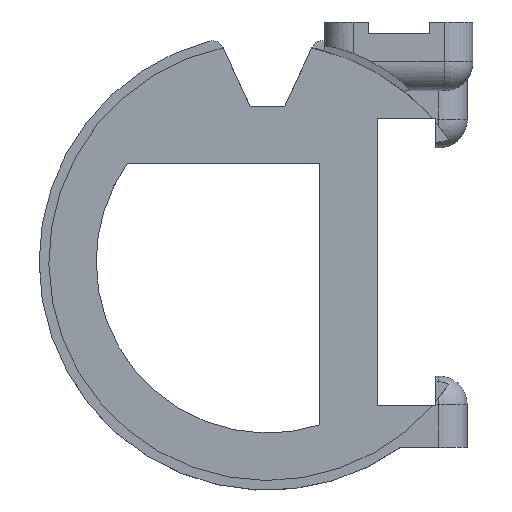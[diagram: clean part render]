
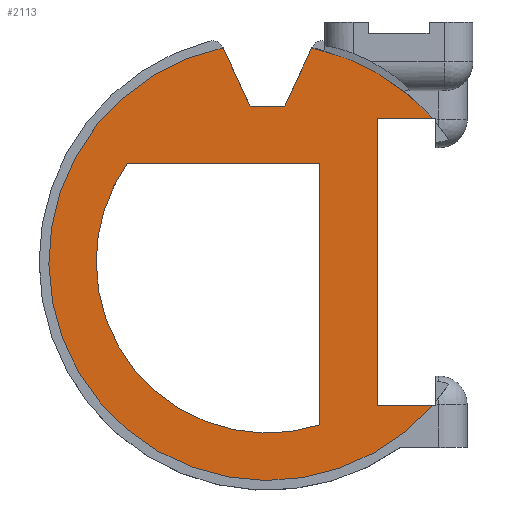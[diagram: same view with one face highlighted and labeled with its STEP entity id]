
A CAD part, top view. The second image highlights one B-rep face of the part: STEP entity #2113.
In plain terms, the highlighted planar face has unit normal (0, 0, 1).
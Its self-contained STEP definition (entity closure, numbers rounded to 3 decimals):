
#14 = VECTOR ( 'NONE', #860, 1000. ) ;
#31 = CARTESIAN_POINT ( 'NONE',  ( -24.545, 17.25, 10. ) ) ;
#78 = LINE ( 'NONE', #430, #831 ) ;
#81 = DIRECTION ( 'NONE',  ( 0., 0., 1. ) ) ;
#86 = EDGE_CURVE ( 'NONE', #376, #938, #1013, .T. ) ;
#97 = LINE ( 'NONE', #790, #514 ) ;
#102 = EDGE_CURVE ( 'NONE', #826, #2019, #1128, .T. ) ;
#156 = VECTOR ( 'NONE', #451, 1000. ) ;
#167 = VECTOR ( 'NONE', #774, 1000. ) ;
#169 = CARTESIAN_POINT ( 'NONE',  ( -30., 0., 10. ) ) ;
#194 = ORIENTED_EDGE ( 'NONE', *, *, #102, .F. ) ;
#215 = CARTESIAN_POINT ( 'NONE',  ( 28.885, 25.15, 10. ) ) ;
#217 = ORIENTED_EDGE ( 'NONE', *, *, #1534, .F. ) ;
#234 = VERTEX_POINT ( 'NONE', #1528 ) ;
#261 = ORIENTED_EDGE ( 'NONE', *, *, #2210, .F. ) ;
#283 = EDGE_LOOP ( 'NONE', ( #1583, #261, #217, #298, #2146, #604, #1976, #870 ) ) ;
#289 = CARTESIAN_POINT ( 'NONE',  ( 7.973, 3.718, 10. ) ) ;
#298 = ORIENTED_EDGE ( 'NONE', *, *, #1174, .T. ) ;
#353 = CARTESIAN_POINT ( 'NONE',  ( -3., 27.25, 10. ) ) ;
#376 = VERTEX_POINT ( 'NONE', #714 ) ;
#430 = CARTESIAN_POINT ( 'NONE',  ( -7.973, 3.718, 10. ) ) ;
#451 = DIRECTION ( 'NONE',  ( 1., 0., 0. ) ) ;
#473 = VERTEX_POINT ( 'NONE', #2096 ) ;
#505 = EDGE_CURVE ( 'NONE', #2019, #745, #1920, .T. ) ;
#514 = VECTOR ( 'NONE', #1450, 1000. ) ;
#531 = ORIENTED_EDGE ( 'NONE', *, *, #555, .F. ) ;
#555 = EDGE_CURVE ( 'NONE', #745, #1046, #645, .T. ) ;
#561 = DIRECTION ( 'NONE',  ( 0., 0., 1. ) ) ;
#604 = ORIENTED_EDGE ( 'NONE', *, *, #1907, .F. ) ;
#637 = ORIENTED_EDGE ( 'NONE', *, *, #505, .F. ) ;
#641 = EDGE_CURVE ( 'NONE', #376, #723, #1497, .T. ) ;
#645 = CIRCLE ( 'NONE', #1954, 30. ) ;
#646 = VERTEX_POINT ( 'NONE', #989 ) ;
#670 = CIRCLE ( 'NONE', #1294, 38.3 ) ;
#714 = CARTESIAN_POINT ( 'NONE',  ( -7.78, 37.501, 10. ) ) ;
#720 = AXIS2_PLACEMENT_3D ( 'NONE', #1289, #1118, #1622 ) ;
#723 = VERTEX_POINT ( 'NONE', #353 ) ;
#744 = CIRCLE ( 'NONE', #1865, 30. ) ;
#745 = VERTEX_POINT ( 'NONE', #31 ) ;
#752 = EDGE_CURVE ( 'NONE', #1979, #938, #1538, .T. ) ;
#774 = DIRECTION ( 'NONE',  ( -1., 0., 0. ) ) ;
#788 = DIRECTION ( 'NONE',  ( -1., 0., 0. ) ) ;
#790 = CARTESIAN_POINT ( 'NONE',  ( 19.2, 0., 10. ) ) ;
#792 = DIRECTION ( 'NONE',  ( 0.423, 0.906, 0. ) ) ;
#814 = VERTEX_POINT ( 'NONE', #215 ) ;
#826 = VERTEX_POINT ( 'NONE', #1078 ) ;
#831 = VECTOR ( 'NONE', #792, 1000. ) ;
#838 = DIRECTION ( 'NONE',  ( 1., 0., 0. ) ) ;
#860 = DIRECTION ( 'NONE',  ( 1., 0., 0. ) ) ;
#870 = ORIENTED_EDGE ( 'NONE', *, *, #86, .T. ) ;
#877 = VECTOR ( 'NONE', #788, 1000. ) ;
#890 = CARTESIAN_POINT ( 'NONE',  ( 0., 0., 10. ) ) ;
#920 = FACE_BOUND ( 'NONE', #1464, .T. ) ;
#935 = PLANE ( 'NONE',  #1903 ) ;
#938 = VERTEX_POINT ( 'NONE', #1816 ) ;
#959 = DIRECTION ( 'NONE',  ( 0., 1., 0. ) ) ;
#989 = CARTESIAN_POINT ( 'NONE',  ( 19.2, 25.15, 10. ) ) ;
#1013 = CIRCLE ( 'NONE', #720, 38.3 ) ;
#1046 = VERTEX_POINT ( 'NONE', #169 ) ;
#1078 = CARTESIAN_POINT ( 'NONE',  ( 9.2, -28.555, 10. ) ) ;
#1090 = CARTESIAN_POINT ( 'NONE',  ( 0., 17.25, 10. ) ) ;
#1105 = FACE_OUTER_BOUND ( 'NONE', #283, .T. ) ;
#1108 = DIRECTION ( 'NONE',  ( 0., 0., 1. ) ) ;
#1118 = DIRECTION ( 'NONE',  ( 0., 0., 1. ) ) ;
#1120 = CARTESIAN_POINT ( 'NONE',  ( 0., 0., 10. ) ) ;
#1128 = LINE ( 'NONE', #1792, #1373 ) ;
#1166 = ORIENTED_EDGE ( 'NONE', *, *, #2141, .F. ) ;
#1169 = CARTESIAN_POINT ( 'NONE',  ( 0., 25.15, 10. ) ) ;
#1174 = EDGE_CURVE ( 'NONE', #814, #473, #670, .T. ) ;
#1179 = DIRECTION ( 'NONE',  ( 0.423, -0.906, 0. ) ) ;
#1289 = CARTESIAN_POINT ( 'NONE',  ( 0., 0., 10. ) ) ;
#1294 = AXIS2_PLACEMENT_3D ( 'NONE', #890, #1108, #1417 ) ;
#1332 = LINE ( 'NONE', #1983, #156 ) ;
#1368 = VECTOR ( 'NONE', #1179, 1000. ) ;
#1373 = VECTOR ( 'NONE', #959, 1000. ) ;
#1417 = DIRECTION ( 'NONE',  ( 1., 0., 0. ) ) ;
#1450 = DIRECTION ( 'NONE',  ( 0., -1., 0. ) ) ;
#1464 = EDGE_LOOP ( 'NONE', ( #194, #1166, #531, #637 ) ) ;
#1497 = LINE ( 'NONE', #289, #1368 ) ;
#1528 = CARTESIAN_POINT ( 'NONE',  ( 3., 27.25, 10. ) ) ;
#1534 = EDGE_CURVE ( 'NONE', #814, #646, #2192, .T. ) ;
#1538 = LINE ( 'NONE', #2024, #14 ) ;
#1583 = ORIENTED_EDGE ( 'NONE', *, *, #752, .F. ) ;
#1619 = CARTESIAN_POINT ( 'NONE',  ( 0., 0., 10. ) ) ;
#1622 = DIRECTION ( 'NONE',  ( 1., 0., 0. ) ) ;
#1729 = CARTESIAN_POINT ( 'NONE',  ( 9.2, 17.25, 10. ) ) ;
#1782 = EDGE_CURVE ( 'NONE', #234, #473, #78, .T. ) ;
#1783 = DIRECTION ( 'NONE',  ( 1., 0., 0. ) ) ;
#1792 = CARTESIAN_POINT ( 'NONE',  ( 9.2, 0., 10. ) ) ;
#1816 = CARTESIAN_POINT ( 'NONE',  ( 28.885, -25.15, 10. ) ) ;
#1865 = AXIS2_PLACEMENT_3D ( 'NONE', #1120, #561, #1783 ) ;
#1903 = AXIS2_PLACEMENT_3D ( 'NONE', #2108, #1932, #2132 ) ;
#1907 = EDGE_CURVE ( 'NONE', #723, #234, #1332, .T. ) ;
#1920 = LINE ( 'NONE', #1090, #167 ) ;
#1932 = DIRECTION ( 'NONE',  ( 0., 0., 1. ) ) ;
#1954 = AXIS2_PLACEMENT_3D ( 'NONE', #1619, #81, #838 ) ;
#1976 = ORIENTED_EDGE ( 'NONE', *, *, #641, .F. ) ;
#1979 = VERTEX_POINT ( 'NONE', #2029 ) ;
#1983 = CARTESIAN_POINT ( 'NONE',  ( 0., 27.25, 10. ) ) ;
#2019 = VERTEX_POINT ( 'NONE', #1729 ) ;
#2024 = CARTESIAN_POINT ( 'NONE',  ( 0., -25.15, 10. ) ) ;
#2029 = CARTESIAN_POINT ( 'NONE',  ( 19.2, -25.15, 10. ) ) ;
#2096 = CARTESIAN_POINT ( 'NONE',  ( 7.78, 37.501, 10. ) ) ;
#2108 = CARTESIAN_POINT ( 'NONE',  ( 0., 0., 10. ) ) ;
#2113 = ADVANCED_FACE ( 'NONE', ( #920, #1105 ), #935, .T. ) ;
#2132 = DIRECTION ( 'NONE',  ( 1., 0., 0. ) ) ;
#2141 = EDGE_CURVE ( 'NONE', #1046, #826, #744, .T. ) ;
#2146 = ORIENTED_EDGE ( 'NONE', *, *, #1782, .F. ) ;
#2192 = LINE ( 'NONE', #1169, #877 ) ;
#2210 = EDGE_CURVE ( 'NONE', #646, #1979, #97, .T. ) ;
